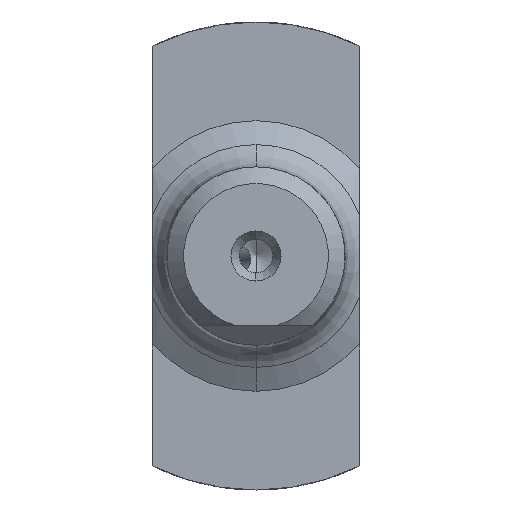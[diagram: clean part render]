
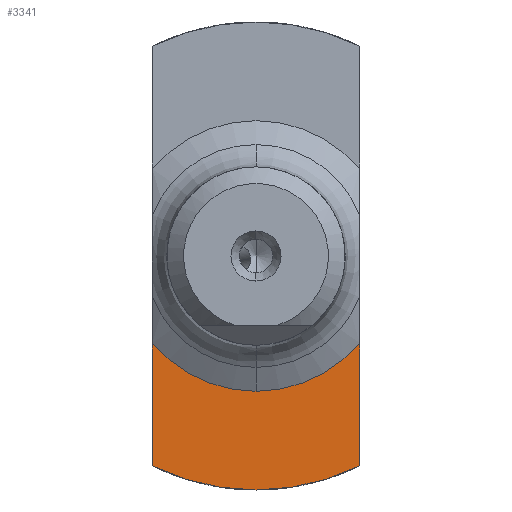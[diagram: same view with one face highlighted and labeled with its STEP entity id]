
A CAD part, left-side view. The second image highlights one B-rep face of the part: STEP entity #3341.
In plain terms, the highlighted planar face has unit normal (-1, 0, 0).
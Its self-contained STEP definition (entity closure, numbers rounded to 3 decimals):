
#40 = CARTESIAN_POINT ( 'NONE',  ( 89.7, -9.3, -12.141 ) ) ;
#44 = DIRECTION ( 'NONE',  ( 0., 0., 1. ) ) ;
#934 = DIRECTION ( 'NONE',  ( 0., 0., 1. ) ) ;
#935 = DIRECTION ( 'NONE',  ( -1., 0., 0. ) ) ;
#936 = CARTESIAN_POINT ( 'NONE',  ( 89.7, 0., 0. ) ) ;
#1041 = PLANE ( 'NONE',  #1648 ) ;
#1171 = CARTESIAN_POINT ( 'NONE',  ( 89.7, 0., -12.141 ) ) ;
#1240 = DIRECTION ( 'NONE',  ( 1., 0., 0. ) ) ;
#1368 = DIRECTION ( 'NONE',  ( 0., 0., -1. ) ) ;
#1513 = EDGE_CURVE ( 'NONE', #3668, #3604, #3809, .T. ) ;
#1609 = CARTESIAN_POINT ( 'NONE',  ( 89.7, -9.3, -18.828 ) ) ;
#1648 = AXIS2_PLACEMENT_3D ( 'NONE', #1171, #1240, #1368 ) ;
#1669 = AXIS2_PLACEMENT_3D ( 'NONE', #4591, #4590, #4592 ) ;
#1703 = EDGE_CURVE ( 'NONE', #3604, #3822, #4498, .T. ) ;
#1843 = EDGE_CURVE ( 'NONE', #4240, #3822, #3906, .T. ) ;
#1943 = AXIS2_PLACEMENT_3D ( 'NONE', #936, #935, #934 ) ;
#1963 = AXIS2_PLACEMENT_3D ( 'NONE', #2549, #2551, #2547 ) ;
#2055 = EDGE_CURVE ( 'NONE', #3668, #3973, #3899, .T. ) ;
#2187 = EDGE_CURVE ( 'NONE', #3973, #4240, #3073, .T. ) ;
#2547 = DIRECTION ( 'NONE',  ( 0., 0., 1. ) ) ;
#2549 = CARTESIAN_POINT ( 'NONE',  ( 89.7, 0., 0. ) ) ;
#2551 = DIRECTION ( 'NONE',  ( -1., 0., 0. ) ) ;
#2954 = FACE_OUTER_BOUND ( 'NONE', #5355, .T. ) ;
#3073 = CIRCLE ( 'NONE', #1669, 21. ) ;
#3341 = ADVANCED_FACE ( 'NONE', ( #2954 ), #1041, .F. ) ;
#3573 = VECTOR ( 'NONE', #44, 1000. ) ;
#3604 = VERTEX_POINT ( 'NONE', #6218 ) ;
#3668 = VERTEX_POINT ( 'NONE', #6228 ) ;
#3809 = CIRCLE ( 'NONE', #1963, 12.141 ) ;
#3822 = VERTEX_POINT ( 'NONE', #6254 ) ;
#3899 = LINE ( 'NONE', #6896, #3908 ) ;
#3906 = LINE ( 'NONE', #40, #3573 ) ;
#3908 = VECTOR ( 'NONE', #6894, 1000. ) ;
#3973 = VERTEX_POINT ( 'NONE', #6307 ) ;
#4240 = VERTEX_POINT ( 'NONE', #1609 ) ;
#4498 = CIRCLE ( 'NONE', #1943, 12.141 ) ;
#4590 = DIRECTION ( 'NONE',  ( -1., 0., 0. ) ) ;
#4591 = CARTESIAN_POINT ( 'NONE',  ( 89.7, 0., 0. ) ) ;
#4592 = DIRECTION ( 'NONE',  ( 0., 0., 1. ) ) ;
#5166 = ORIENTED_EDGE ( 'NONE', *, *, #2187, .T. ) ;
#5171 = ORIENTED_EDGE ( 'NONE', *, *, #1703, .F. ) ;
#5173 = ORIENTED_EDGE ( 'NONE', *, *, #1843, .T. ) ;
#5174 = ORIENTED_EDGE ( 'NONE', *, *, #2055, .T. ) ;
#5177 = ORIENTED_EDGE ( 'NONE', *, *, #1513, .F. ) ;
#5355 = EDGE_LOOP ( 'NONE', ( #5166, #5173, #5171, #5177, #5174 ) ) ;
#6218 = CARTESIAN_POINT ( 'NONE',  ( 89.7, 0., -12.141 ) ) ;
#6228 = CARTESIAN_POINT ( 'NONE',  ( 89.7, 9.3, -7.804 ) ) ;
#6254 = CARTESIAN_POINT ( 'NONE',  ( 89.7, -9.3, -7.804 ) ) ;
#6307 = CARTESIAN_POINT ( 'NONE',  ( 89.7, 9.3, -18.828 ) ) ;
#6894 = DIRECTION ( 'NONE',  ( 0., 0., -1. ) ) ;
#6896 = CARTESIAN_POINT ( 'NONE',  ( 89.7, 9.3, -12.141 ) ) ;
